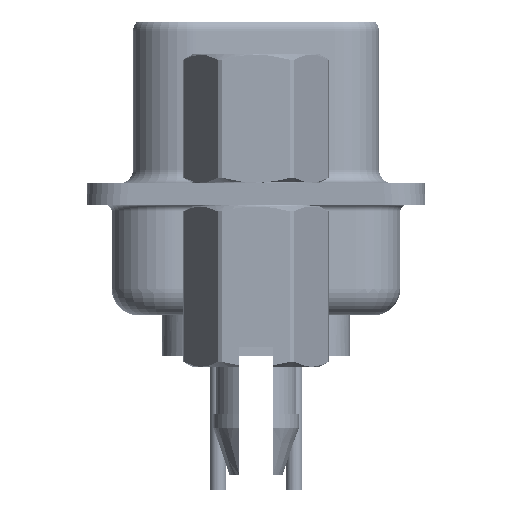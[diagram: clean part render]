
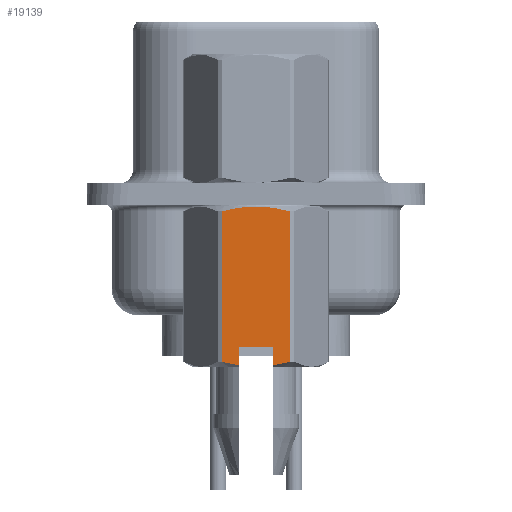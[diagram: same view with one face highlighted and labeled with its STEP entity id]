
A CAD part, left-side view. The second image highlights one B-rep face of the part: STEP entity #19139.
In plain terms, the highlighted planar face has unit normal (-1, 0, 0).
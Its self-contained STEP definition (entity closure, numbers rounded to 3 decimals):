
#292 = CARTESIAN_POINT ( 'NONE',  ( -2.381, -0.625, -5.7 ) ) ;
#1168 = DIRECTION ( 'NONE',  ( 0., 0., -1. ) ) ;
#1709 = CARTESIAN_POINT ( 'NONE',  ( -2.381, 0., -0.468 ) ) ;
#1883 = DIRECTION ( 'NONE',  ( 0., 0., -1. ) ) ;
#2705 = CARTESIAN_POINT ( 'NONE',  ( -2.381, -1.273, -6.248 ) ) ;
#2882 = VERTEX_POINT ( 'NONE', #13483 ) ;
#2967 = LINE ( 'NONE', #292, #12529 ) ;
#3413 = CARTESIAN_POINT ( 'NONE',  ( -2.381, -0.428, -0.485 ) ) ;
#3977 = VERTEX_POINT ( 'NONE', #16589 ) ;
#4032 = CARTESIAN_POINT ( 'NONE',  ( -2.381, -0.625, -6.385 ) ) ;
#4931 = CARTESIAN_POINT ( 'NONE',  ( -2.381, 0.858, -0.55 ) ) ;
#5007 = DIRECTION ( 'NONE',  ( 0., 0., -1. ) ) ;
#5888 = LINE ( 'NONE', #35234, #25328 ) ;
#6027 = EDGE_CURVE ( 'NONE', #16123, #14224, #16262, .T. ) ;
#6895 = CARTESIAN_POINT ( 'NONE',  ( -2.381, 0.625, -5.7 ) ) ;
#7069 = B_SPLINE_CURVE_WITH_KNOTS ( 'NONE', 3,
 ( #9085, #33596, #25533, #14824 ),
 .UNSPECIFIED., .F., .F.,
 ( 4, 4 ),
 ( 0.001, 0.002 ),
 .UNSPECIFIED. ) ;
#7662 = ORIENTED_EDGE ( 'NONE', *, *, #11177, .F. ) ;
#8142 = EDGE_CURVE ( 'NONE', #27743, #28503, #2967, .T. ) ;
#8160 = PLANE ( 'NONE',  #9547 ) ;
#8168 = VECTOR ( 'NONE', #1883, 1000. ) ;
#8328 = ORIENTED_EDGE ( 'NONE', *, *, #13686, .T. ) ;
#9085 = CARTESIAN_POINT ( 'NONE',  ( -2.381, 1.273, -6.248 ) ) ;
#9547 = AXIS2_PLACEMENT_3D ( 'NONE', #24258, #24433, #21569 ) ;
#10005 = ORIENTED_EDGE ( 'NONE', *, *, #10326, .T. ) ;
#10296 = CARTESIAN_POINT ( 'NONE',  ( -2.381, 1.273, -0.652 ) ) ;
#10326 = EDGE_CURVE ( 'NONE', #29684, #2882, #18182, .T. ) ;
#10656 = CARTESIAN_POINT ( 'NONE',  ( -2.381, 0.625, -6.385 ) ) ;
#11177 = EDGE_CURVE ( 'NONE', #28503, #32443, #20120, .T. ) ;
#12245 = ORIENTED_EDGE ( 'NONE', *, *, #34164, .T. ) ;
#12529 = VECTOR ( 'NONE', #24970, 1000. ) ;
#13037 = EDGE_CURVE ( 'NONE', #3977, #29684, #5888, .T. ) ;
#13059 = CARTESIAN_POINT ( 'NONE',  ( -2.381, 1.273, 0.581 ) ) ;
#13099 = CARTESIAN_POINT ( 'NONE',  ( -2.381, -1.273, -0.652 ) ) ;
#13417 = DIRECTION ( 'NONE',  ( 0., 0., 1. ) ) ;
#13483 = CARTESIAN_POINT ( 'NONE',  ( -2.381, 0., -0.468 ) ) ;
#13686 = EDGE_CURVE ( 'NONE', #2882, #16123, #33576, .T. ) ;
#13742 = CARTESIAN_POINT ( 'NONE',  ( -2.381, -0.625, -5.7 ) ) ;
#13779 = CARTESIAN_POINT ( 'NONE',  ( -2.381, -1.06, -6.306 ) ) ;
#14224 = VERTEX_POINT ( 'NONE', #20630 ) ;
#14824 = CARTESIAN_POINT ( 'NONE',  ( -2.381, 0.625, -6.385 ) ) ;
#14965 = EDGE_CURVE ( 'NONE', #27743, #25347, #26385, .T. ) ;
#15467 = EDGE_CURVE ( 'NONE', #14224, #32443, #7069, .T. ) ;
#15670 = CARTESIAN_POINT ( 'NONE',  ( -2.381, 0.215, -0.468 ) ) ;
#15810 = CARTESIAN_POINT ( 'NONE',  ( -2.381, 0.625, -5.7 ) ) ;
#16123 = VERTEX_POINT ( 'NONE', #31695 ) ;
#16262 = LINE ( 'NONE', #13059, #28399 ) ;
#16589 = CARTESIAN_POINT ( 'NONE',  ( -2.381, -1.273, -6.248 ) ) ;
#17006 = CARTESIAN_POINT ( 'NONE',  ( -2.381, -0.853, -0.549 ) ) ;
#18103 = CARTESIAN_POINT ( 'NONE',  ( -2.381, -0.625, -6.385 ) ) ;
#18182 = B_SPLINE_CURVE_WITH_KNOTS ( 'NONE', 3,
 ( #33279, #30604, #17006, #3413, #25216, #25936 ),
 .UNSPECIFIED., .F., .F.,
 ( 4, 2, 4 ),
 ( 0.003, 0.003, 0.004 ),
 .UNSPECIFIED. ) ;
#19139 = ADVANCED_FACE ( 'NONE', ( #27640 ), #8160, .T. ) ;
#19160 = CARTESIAN_POINT ( 'NONE',  ( -2.381, -0.842, -6.354 ) ) ;
#19975 = VECTOR ( 'NONE', #1168, 1000. ) ;
#20120 = LINE ( 'NONE', #15810, #19975 ) ;
#20630 = CARTESIAN_POINT ( 'NONE',  ( -2.381, 1.273, -6.248 ) ) ;
#21478 = ORIENTED_EDGE ( 'NONE', *, *, #14965, .T. ) ;
#21569 = DIRECTION ( 'NONE',  ( 0., 0., 1. ) ) ;
#22232 = ORIENTED_EDGE ( 'NONE', *, *, #8142, .F. ) ;
#23894 = CARTESIAN_POINT ( 'NONE',  ( -2.381, 1.066, -0.596 ) ) ;
#24042 = ORIENTED_EDGE ( 'NONE', *, *, #13037, .T. ) ;
#24258 = CARTESIAN_POINT ( 'NONE',  ( -2.381, -1.375, 7.399 ) ) ;
#24433 = DIRECTION ( 'NONE',  ( -1., 0., 0. ) ) ;
#24816 = ORIENTED_EDGE ( 'NONE', *, *, #6027, .T. ) ;
#24946 = ORIENTED_EDGE ( 'NONE', *, *, #15467, .T. ) ;
#24970 = DIRECTION ( 'NONE',  ( 0., 1., 0. ) ) ;
#25216 = CARTESIAN_POINT ( 'NONE',  ( -2.381, -0.215, -0.468 ) ) ;
#25328 = VECTOR ( 'NONE', #13417, 1000. ) ;
#25347 = VERTEX_POINT ( 'NONE', #4032 ) ;
#25533 = CARTESIAN_POINT ( 'NONE',  ( -2.381, 0.845, -6.353 ) ) ;
#25936 = CARTESIAN_POINT ( 'NONE',  ( -2.381, 0., -0.468 ) ) ;
#26385 = LINE ( 'NONE', #31952, #8168 ) ;
#26682 = B_SPLINE_CURVE_WITH_KNOTS ( 'NONE', 3,
 ( #18103, #19160, #13779, #2705 ),
 .UNSPECIFIED., .F., .F.,
 ( 4, 4 ),
 ( 0.003, 0.004 ),
 .UNSPECIFIED. ) ;
#27640 = FACE_OUTER_BOUND ( 'NONE', #33796, .T. ) ;
#27743 = VERTEX_POINT ( 'NONE', #13742 ) ;
#28399 = VECTOR ( 'NONE', #5007, 1000. ) ;
#28503 = VERTEX_POINT ( 'NONE', #6895 ) ;
#28709 = CARTESIAN_POINT ( 'NONE',  ( -2.381, 0.432, -0.485 ) ) ;
#29684 = VERTEX_POINT ( 'NONE', #13099 ) ;
#30604 = CARTESIAN_POINT ( 'NONE',  ( -2.381, -1.065, -0.596 ) ) ;
#31695 = CARTESIAN_POINT ( 'NONE',  ( -2.381, 1.273, -0.652 ) ) ;
#31952 = CARTESIAN_POINT ( 'NONE',  ( -2.381, -0.625, -5.7 ) ) ;
#32443 = VERTEX_POINT ( 'NONE', #10656 ) ;
#33279 = CARTESIAN_POINT ( 'NONE',  ( -2.381, -1.273, -0.652 ) ) ;
#33576 = B_SPLINE_CURVE_WITH_KNOTS ( 'NONE', 3,
 ( #1709, #15670, #28709, #4931, #23894, #10296 ),
 .UNSPECIFIED., .F., .F.,
 ( 4, 2, 4 ),
 ( 0.004, 0.004, 0.005 ),
 .UNSPECIFIED. ) ;
#33596 = CARTESIAN_POINT ( 'NONE',  ( -2.381, 1.06, -6.306 ) ) ;
#33796 = EDGE_LOOP ( 'NONE', ( #7662, #22232, #21478, #12245, #24042, #10005, #8328, #24816, #24946 ) ) ;
#34164 = EDGE_CURVE ( 'NONE', #25347, #3977, #26682, .T. ) ;
#35234 = CARTESIAN_POINT ( 'NONE',  ( -2.381, -1.273, 0.581 ) ) ;
